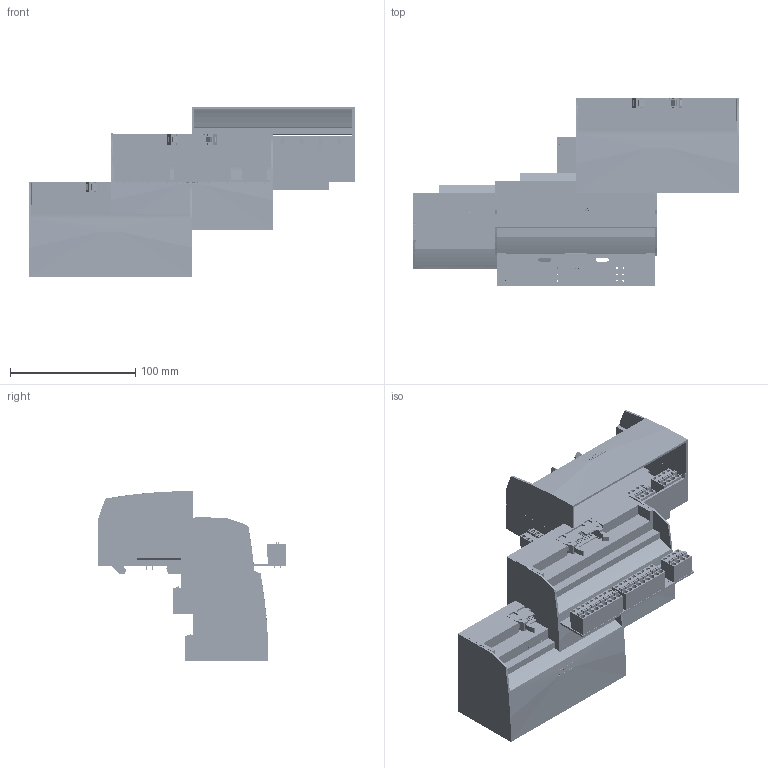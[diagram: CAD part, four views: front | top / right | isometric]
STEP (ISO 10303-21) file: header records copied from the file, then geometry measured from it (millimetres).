
FILE_DESCRIPTION( ( 'Unknown' ), '1' );
FILE_NAME( '6es79240bf200bc0_001_stp.stp', 'Unknown', ( 'Unknown' ), ( 'Unknown' ), 'PSStep 13.0', 'Unknown', ' ' );
FILE_SCHEMA( ( 'AUTOMOTIVE_DESIGN { 1 0 10303 214 1 1 1 1 }' ) );
Length unit declared in the file: millimetre
Products named in the file (68): Motherboard-G4_TPoo-oa1_2; Device_G4-TPoo-oa2_0; Assem1; 6es79240bf200bc0_stp; PCB-G4-TPoo_1; SAURO MCQxx001 Block 4_5; FCI-71918-116BLF_15; SAURO MCQxx001 Block 9_1; SAURO MCQxx001 Block 9-oa0_0; C98130-A7800-C033_5; SIEMENS-Kleber-17x4,5_18; C98130-A7800-C131_1; C98130-A7800-C032_5; C98130-A7800-X495_1
Bounding box: 260 x 150 x 136 mm (x, y, z)
Volume: 682983.2 mm3; surface area: 497595.3 mm2
Topology: 206 solids, 210 shells, 8586 faces, 21352 edges, 14374 vertices
Faces by surface type: plane 7100, cylinder 1100, extrusion 382, sphere 4
Full cylindrical faces by diameter (mm): 0.4 x220, 0.5 x10, 1.02 x80, 1.2 x10, 1.4 x360, 4 x118
Entity records: 83319 total; most frequent: CARTESIAN_POINT 19468, ORIENTED_EDGE 9434, DIRECTION 8936, EDGE_CURVE 4717, VECTOR 4140, LINE 4014, VERTEX_POINT 3255, EDGE_LOOP 2630
